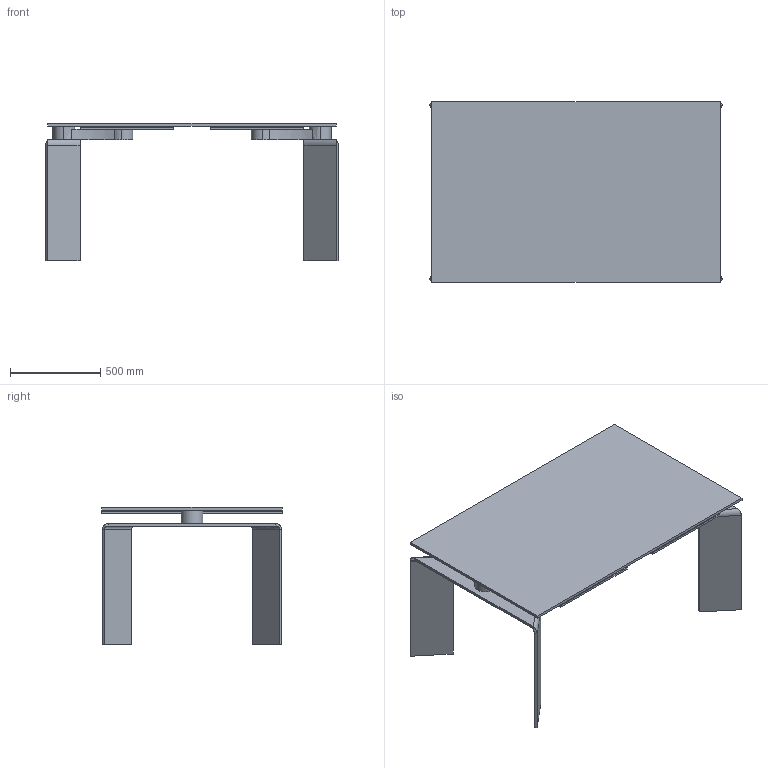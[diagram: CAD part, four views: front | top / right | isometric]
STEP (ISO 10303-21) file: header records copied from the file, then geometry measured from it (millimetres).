
FILE_DESCRIPTION(/* description */ (''),/* implementation_level */ '2;1');
FILE_NAME(/* name */ '1715 - Ray Plus 160x100',/* time_stamp */ '2010-12-13T15:57:04+01:00',/* author */ (''),/* organization */ (''),/* preprocessor_version */ 'ST-DEVELOPER v10',/* originating_system */ '',/* authorisation */ '');
FILE_SCHEMA (('CONFIG_CONTROL_DESIGN'));
Length unit declared in the file: centimetre
Products named in the file (1): 1
Bounding box: 1619.21 x 1000 x 759.5 mm (x, y, z)
Volume: 54424971.3 mm3; surface area: 7661269.6 mm2
Topology: 7 solids, 7 shells, 86 faces, 172 edges, 100 vertices
Faces by surface type: plane 52, bspline 34
Entity records: 2664 total; most frequent: CARTESIAN_POINT 1426, ORIENTED_EDGE 344, EDGE_CURVE 172, VERTEX_POINT 100, B_SPLINE_CURVE_WITH_KNOTS 96, ADVANCED_FACE 86, FACE_OUTER_BOUND 86, EDGE_LOOP 86
